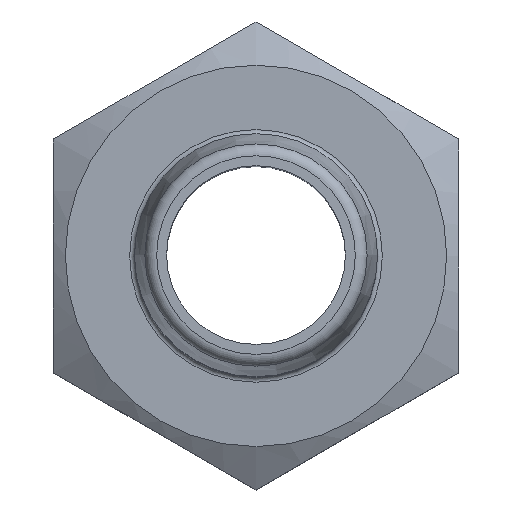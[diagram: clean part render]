
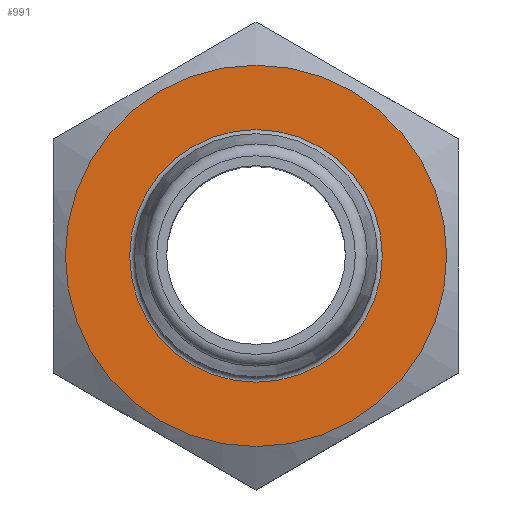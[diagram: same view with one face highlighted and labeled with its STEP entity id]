
A CAD part, top view. The second image highlights one B-rep face of the part: STEP entity #991.
In plain terms, the highlighted face is planar.
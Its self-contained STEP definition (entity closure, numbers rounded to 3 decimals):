
#500=ORIENTED_EDGE('',*,*,#630,.T.);
#501=ORIENTED_EDGE('',*,*,#636,.F.);
#563=CIRCLE('',#923,8.);
#564=CIRCLE('',#930,5.3);
#594=VERTEX_POINT('',#1051);
#599=VERTEX_POINT('',#1063);
#630=EDGE_CURVE('',#594,#594,#563,.T.);
#636=EDGE_CURVE('',#599,#599,#564,.T.);
#668=EDGE_LOOP('',(#500));
#669=EDGE_LOOP('',(#501));
#722=FACE_BOUND('',#668,.T.);
#723=FACE_BOUND('',#669,.T.);
#803=DIRECTION('',(0.,1.,0.));
#804=DIRECTION('',(8.,0.,0.));
#815=DIRECTION('',(0.,1.,0.));
#816=DIRECTION('',(1.,0.,0.));
#817=DIRECTION('',(0.,1.,0.));
#818=DIRECTION('',(5.3,0.,0.));
#923=AXIS2_PLACEMENT_3D('',#1052,#803,#804);
#929=AXIS2_PLACEMENT_3D('',#1062,#815,#816);
#930=AXIS2_PLACEMENT_3D('',#1064,#817,#818);
#974=PLANE('',#929);
#991=ADVANCED_FACE('',(#722,#723),#974,.T.);
#1051=CARTESIAN_POINT('',(87.2,109.086,0.));
#1052=CARTESIAN_POINT('',(79.2,109.086,0.));
#1062=CARTESIAN_POINT('',(87.2,109.086,0.));
#1063=CARTESIAN_POINT('',(84.5,109.086,0.));
#1064=CARTESIAN_POINT('',(79.2,109.086,0.));
